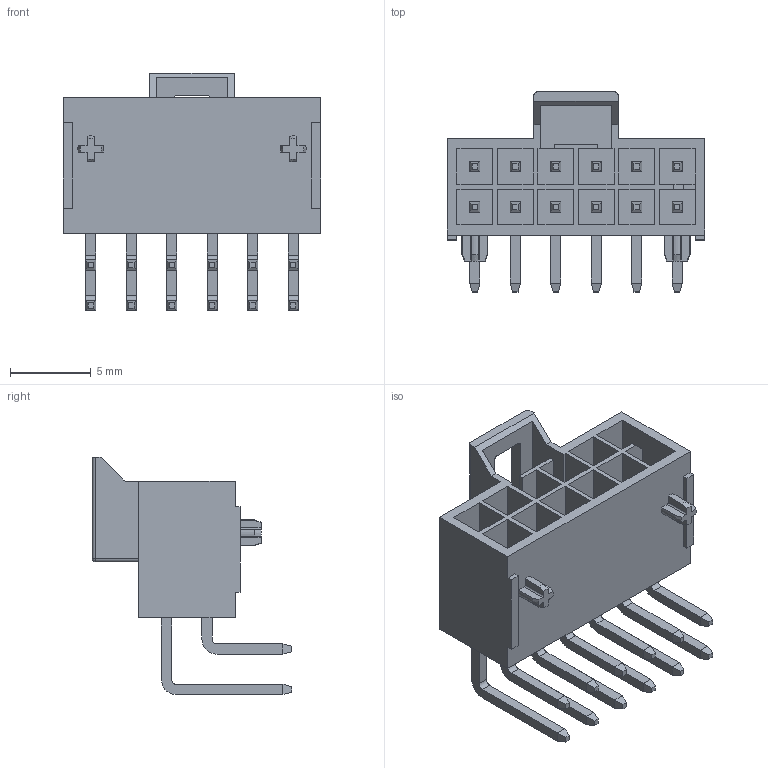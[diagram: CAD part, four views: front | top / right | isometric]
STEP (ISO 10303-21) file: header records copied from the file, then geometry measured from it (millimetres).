
FILE_DESCRIPTION((''),'2;1');
FILE_NAME('1053141112','2016-10-27T',('gsharma'),(''),'PRO/ENGINEER BY PARAMETRIC TECHNOLOGY CORPORATION, 2012310','PRO/ENGINEER BY PARAMETRIC TECHNOLOGY CORPORATION, 2012310','');
FILE_SCHEMA(('CONFIG_CONTROL_DESIGN'));
Length unit declared in the file: millimetre
Products named in the file (1): 1053141112
Bounding box: 15.94 x 12.34 x 14.66 mm (x, y, z)
Volume: 547.5 mm3; surface area: 1743.1 mm2
Topology: 1 solids, 1 shells, 409 faces, 1046 edges, 672 vertices
Faces by surface type: plane 351, cylinder 48, cone 8, sphere 2
Entity records: 12125 total; most frequent: CARTESIAN_POINT 2132, ORIENTED_EDGE 2036, DIRECTION 1982, EDGE_CURVE 1018, VECTOR 898, LINE 898, VERTEX_POINT 644, AXIS2_PLACEMENT_3D 542
